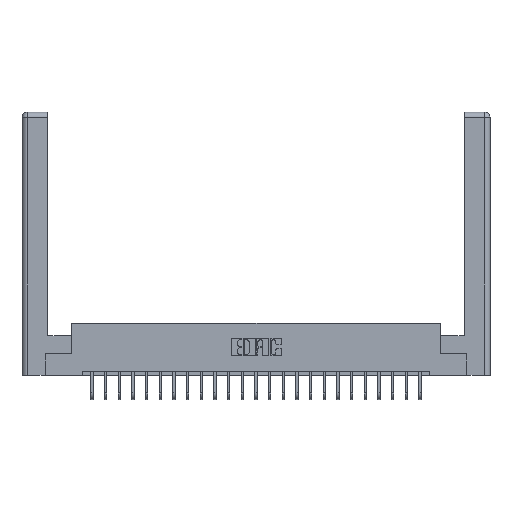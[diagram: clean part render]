
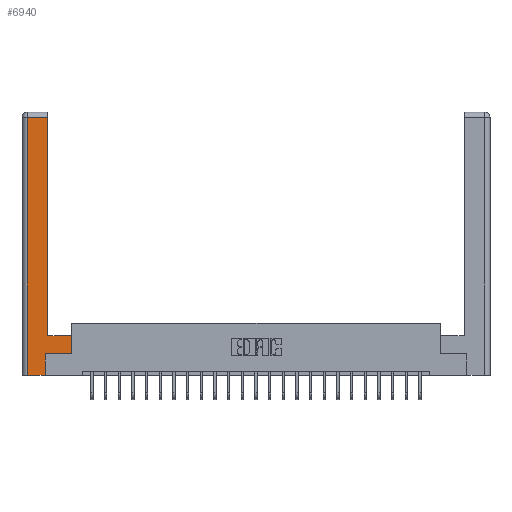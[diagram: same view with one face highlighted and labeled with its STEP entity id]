
A CAD part, top view. The second image highlights one B-rep face of the part: STEP entity #6940.
In plain terms, the highlighted planar face has unit normal (0, 0, 1).
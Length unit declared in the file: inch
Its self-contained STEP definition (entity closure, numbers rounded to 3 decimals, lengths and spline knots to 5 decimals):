
#149 = EDGE_CURVE ( 'NONE', #18646, #6814, #10388, .T. ) ;
#482 = EDGE_CURVE ( 'NONE', #5106, #24595, #12234, .T. ) ;
#702 = LINE ( 'NONE', #20037, #14857 ) ;
#1319 = ORIENTED_EDGE ( 'NONE', *, *, #4624, .T. ) ;
#2276 = DIRECTION ( 'NONE',  ( 1., 0., 0. ) ) ;
#2340 = CARTESIAN_POINT ( 'NONE',  ( 0.295, 3., 0. ) ) ;
#2915 = DIRECTION ( 'NONE',  ( 1., 0., 0. ) ) ;
#3155 = VECTOR ( 'NONE', #21926, 39.37008 ) ;
#3262 = VECTOR ( 'NONE', #21651, 39.37008 ) ;
#3576 = VECTOR ( 'NONE', #2276, 39.37008 ) ;
#3894 = VECTOR ( 'NONE', #2915, 39.37008 ) ;
#4018 = CARTESIAN_POINT ( 'NONE',  ( 0.295, 0.45, 0. ) ) ;
#4624 = EDGE_CURVE ( 'NONE', #6606, #8375, #24325, .T. ) ;
#4671 = ORIENTED_EDGE ( 'NONE', *, *, #23922, .T. ) ;
#5106 = VERTEX_POINT ( 'NONE', #4018 ) ;
#5172 = EDGE_CURVE ( 'NONE', #19248, #6606, #16466, .T. ) ;
#5361 = VECTOR ( 'NONE', #23759, 39.37008 ) ;
#5375 = FACE_OUTER_BOUND ( 'NONE', #6311, .T. ) ;
#6061 = EDGE_CURVE ( 'NONE', #24595, #19248, #702, .T. ) ;
#6087 = DIRECTION ( 'NONE',  ( -1., 0., 0. ) ) ;
#6311 = EDGE_LOOP ( 'NONE', ( #21235, #16471, #12998, #1319, #4671, #8583, #21090, #25102 ) ) ;
#6606 = VERTEX_POINT ( 'NONE', #22056 ) ;
#6788 = DIRECTION ( 'NONE',  ( 0., 1., 0. ) ) ;
#6814 = VERTEX_POINT ( 'NONE', #8363 ) ;
#6940 = ADVANCED_FACE ( 'NONE', ( #5375 ), #20770, .F. ) ;
#7015 = CARTESIAN_POINT ( 'NONE',  ( 0.295, 2.94, 0. ) ) ;
#8363 = CARTESIAN_POINT ( 'NONE',  ( 0.565, 0.45, 0. ) ) ;
#8375 = VERTEX_POINT ( 'NONE', #23294 ) ;
#8583 = ORIENTED_EDGE ( 'NONE', *, *, #10695, .T. ) ;
#10388 = LINE ( 'NONE', #15950, #5361 ) ;
#10695 = EDGE_CURVE ( 'NONE', #22715, #18646, #23045, .T. ) ;
#10701 = DIRECTION ( 'NONE',  ( 0., 0., -1. ) ) ;
#12234 = LINE ( 'NONE', #2340, #24192 ) ;
#12998 = ORIENTED_EDGE ( 'NONE', *, *, #5172, .T. ) ;
#13039 = VECTOR ( 'NONE', #6788, 39.37008 ) ;
#13850 = CARTESIAN_POINT ( 'NONE',  ( 0.565, 0.245, 0. ) ) ;
#14857 = VECTOR ( 'NONE', #6087, 39.37008 ) ;
#15950 = CARTESIAN_POINT ( 'NONE',  ( 0.565, 0.45, 0. ) ) ;
#16042 = LINE ( 'NONE', #23602, #3155 ) ;
#16466 = LINE ( 'NONE', #21742, #3262 ) ;
#16471 = ORIENTED_EDGE ( 'NONE', *, *, #6061, .T. ) ;
#16549 = LINE ( 'NONE', #24696, #13039 ) ;
#17034 = CARTESIAN_POINT ( 'NONE',  ( 0.0615, 2.94, 0. ) ) ;
#17222 = CARTESIAN_POINT ( 'NONE',  ( 0.265, 0., 0. ) ) ;
#17426 = EDGE_CURVE ( 'NONE', #6814, #5106, #16042, .T. ) ;
#18226 = CARTESIAN_POINT ( 'NONE',  ( 0.265, 0.245, 0. ) ) ;
#18646 = VERTEX_POINT ( 'NONE', #25769 ) ;
#19248 = VERTEX_POINT ( 'NONE', #17034 ) ;
#20037 = CARTESIAN_POINT ( 'NONE',  ( 0.0615, 2.94, 0. ) ) ;
#20770 = PLANE ( 'NONE',  #23777 ) ;
#21090 = ORIENTED_EDGE ( 'NONE', *, *, #149, .T. ) ;
#21235 = ORIENTED_EDGE ( 'NONE', *, *, #482, .T. ) ;
#21651 = DIRECTION ( 'NONE',  ( 0., -1., 0. ) ) ;
#21742 = CARTESIAN_POINT ( 'NONE',  ( 0.0615, 0., 0. ) ) ;
#21926 = DIRECTION ( 'NONE',  ( -1., 0., 0. ) ) ;
#22056 = CARTESIAN_POINT ( 'NONE',  ( 0.0615, 0., 0. ) ) ;
#22715 = VERTEX_POINT ( 'NONE', #18226 ) ;
#23045 = LINE ( 'NONE', #13850, #3576 ) ;
#23294 = CARTESIAN_POINT ( 'NONE',  ( 0.265, 0., 0. ) ) ;
#23602 = CARTESIAN_POINT ( 'NONE',  ( 0.295, 0.45, 0. ) ) ;
#23759 = DIRECTION ( 'NONE',  ( 0., 1., 0. ) ) ;
#23777 = AXIS2_PLACEMENT_3D ( 'NONE', #24841, #10701, #24746 ) ;
#23922 = EDGE_CURVE ( 'NONE', #8375, #22715, #16549, .T. ) ;
#24192 = VECTOR ( 'NONE', #24446, 39.37008 ) ;
#24325 = LINE ( 'NONE', #17222, #3894 ) ;
#24446 = DIRECTION ( 'NONE',  ( 0., 1., 0. ) ) ;
#24595 = VERTEX_POINT ( 'NONE', #7015 ) ;
#24696 = CARTESIAN_POINT ( 'NONE',  ( 0.265, 0.245, 0. ) ) ;
#24746 = DIRECTION ( 'NONE',  ( -1., 0., 0. ) ) ;
#24841 = CARTESIAN_POINT ( 'NONE',  ( 0., 0., 0. ) ) ;
#25102 = ORIENTED_EDGE ( 'NONE', *, *, #17426, .T. ) ;
#25769 = CARTESIAN_POINT ( 'NONE',  ( 0.565, 0.245, 0. ) ) ;
